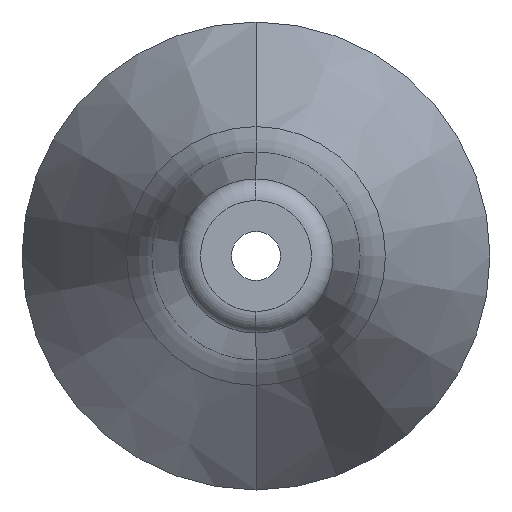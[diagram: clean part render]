
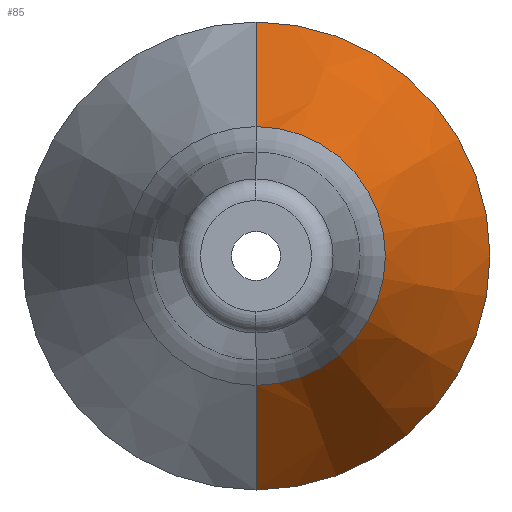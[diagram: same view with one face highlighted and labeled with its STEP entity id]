
A CAD part, left-side view. The second image highlights one B-rep face of the part: STEP entity #85.
In plain terms, the highlighted conical face has half-angle 22 degrees and reference radius 4.571 mm.
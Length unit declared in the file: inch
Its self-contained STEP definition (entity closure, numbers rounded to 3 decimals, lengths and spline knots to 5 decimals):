
#75 = EDGE_LOOP ( 'NONE', ( #77, #78, #82, #76 ) ) ;
#76 = ORIENTED_EDGE ( 'NONE', *, *, #84, .F. ) ;
#77 = ORIENTED_EDGE ( 'NONE', *, *, #167, .F. ) ;
#78 = ORIENTED_EDGE ( 'NONE', *, *, #174, .T. ) ;
#82 = ORIENTED_EDGE ( 'NONE', *, *, #170, .T. ) ;
#84 = EDGE_CURVE ( 'NONE', #184, #183, #340, .T. ) ;
#85 = ADVANCED_FACE ( 'NONE', ( #335 ), #334, .T. ) ;
#114 = VERTEX_POINT ( 'NONE', #406 ) ;
#115 = VERTEX_POINT ( 'NONE', #405 ) ;
#167 = EDGE_CURVE ( 'NONE', #115, #184, #484, .T. ) ;
#170 = EDGE_CURVE ( 'NONE', #114, #183, #480, .T. ) ;
#174 = EDGE_CURVE ( 'NONE', #115, #114, #532, .T. ) ;
#183 = VERTEX_POINT ( 'NONE', #510 ) ;
#184 = VERTEX_POINT ( 'NONE', #509 ) ;
#329 = DIRECTION ( 'NONE',  ( 0., 0., -1. ) ) ;
#330 = DIRECTION ( 'NONE',  ( 1., 0., 0. ) ) ;
#331 = CARTESIAN_POINT ( 'NONE',  ( -0.46518, 0., 0. ) ) ;
#332 = AXIS2_PLACEMENT_3D ( 'NONE', #331, #330, #329 ) ;
#334 = CONICAL_SURFACE ( 'NONE', #332, 0.17998, 0.384 ) ;
#335 = FACE_OUTER_BOUND ( 'NONE', #75, .T. ) ;
#336 = DIRECTION ( 'NONE',  ( 0., 0., -1. ) ) ;
#337 = DIRECTION ( 'NONE',  ( 1., 0., 0. ) ) ;
#338 = CARTESIAN_POINT ( 'NONE',  ( -0.105, 0., 0. ) ) ;
#339 = AXIS2_PLACEMENT_3D ( 'NONE', #338, #337, #336 ) ;
#340 = CIRCLE ( 'NONE', #339, 0.3255 ) ;
#405 = CARTESIAN_POINT ( 'NONE',  ( -0.46518, 0., 0.17998 ) ) ;
#406 = CARTESIAN_POINT ( 'NONE',  ( -0.46518, 0., -0.17998 ) ) ;
#480 = LINE ( 'NONE', #541, #540 ) ;
#481 = DIRECTION ( 'NONE',  ( 0.927, 0., 0.375 ) ) ;
#482 = VECTOR ( 'NONE', #481, 39.37008 ) ;
#483 = CARTESIAN_POINT ( 'NONE',  ( -0.46518, 0., 0.17998 ) ) ;
#484 = LINE ( 'NONE', #483, #482 ) ;
#509 = CARTESIAN_POINT ( 'NONE',  ( -0.105, 0., 0.3255 ) ) ;
#510 = CARTESIAN_POINT ( 'NONE',  ( -0.105, 0., -0.3255 ) ) ;
#528 = DIRECTION ( 'NONE',  ( 0., 0., -1. ) ) ;
#529 = DIRECTION ( 'NONE',  ( 1., 0., 0. ) ) ;
#530 = CARTESIAN_POINT ( 'NONE',  ( -0.46518, 0., 0. ) ) ;
#531 = AXIS2_PLACEMENT_3D ( 'NONE', #530, #529, #528 ) ;
#532 = CIRCLE ( 'NONE', #531, 0.17998 ) ;
#539 = DIRECTION ( 'NONE',  ( 0.927, 0., -0.375 ) ) ;
#540 = VECTOR ( 'NONE', #539, 39.37008 ) ;
#541 = CARTESIAN_POINT ( 'NONE',  ( -0.46518, 0., -0.17998 ) ) ;
